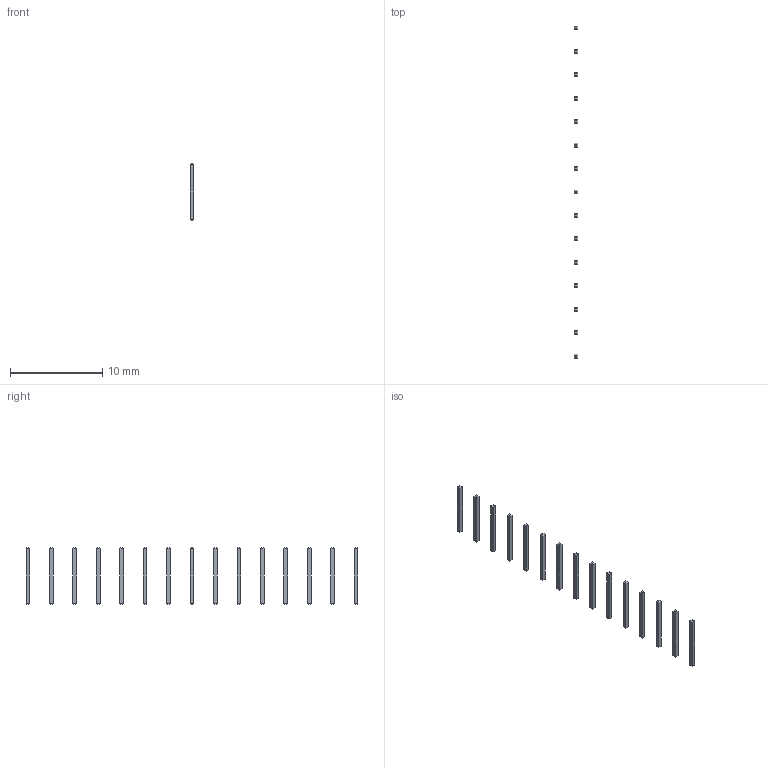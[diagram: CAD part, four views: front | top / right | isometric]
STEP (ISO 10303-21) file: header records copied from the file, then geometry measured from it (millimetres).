
FILE_DESCRIPTION(/* description */ ('model of PinHeader_1x15_P2.54mm_Vertical'),/* implementation_level */ '2;1');
FILE_NAME(/* name */ 'PinHeader_1x15_P2.54mm_Vertical.step',/* time_stamp */ '2023-05-22T20:42:59',/* author */ ('KiCAD','kicad'),/* organization */ ('OCCT'),/* preprocessor_version */ '',/* originating_system */ 'KiCAD',/* authorisation */ '');
FILE_SCHEMA(('AUTOMOTIVE_DESIGN { 1 0 10303 214 1 1 1 1 }'));
Length unit declared in the file: millimetre
Products named in the file (4): CQ assembly; 791dc0e0-f8d0-11ed-81bd-2f325e834e7f; 791dc0e1-f8d0-11ed-81bd-2f325e834e7f; 791dc0e1-f8d0-11ed-81bd-2f325e834e7f_part
Assembly tree (3 placements, depth 4):
  CQ assembly
    791dc0e0-f8d0-11ed-81bd-2f325e834e7f
      791dc0e1-f8d0-11ed-81bd-2f325e834e7f
        791dc0e1-f8d0-11ed-81bd-2f325e834e7f_part
Bounding box: 0.4 x 35.96 x 6.1 mm (x, y, z)
Volume: 14.4 mm3; surface area: 147.9 mm2
Topology: 15 solids, 15 shells, 210 faces, 420 edges, 240 vertices
Faces by surface type: plane 210
Entity records: 5307 total; most frequent: CARTESIAN_POINT 874, DIRECTION 848, ORIENTED_EDGE 840, EDGE_CURVE 420, LINE 420, VECTOR 420, VERTEX_POINT 240, AXIS2_PLACEMENT_3D 214
